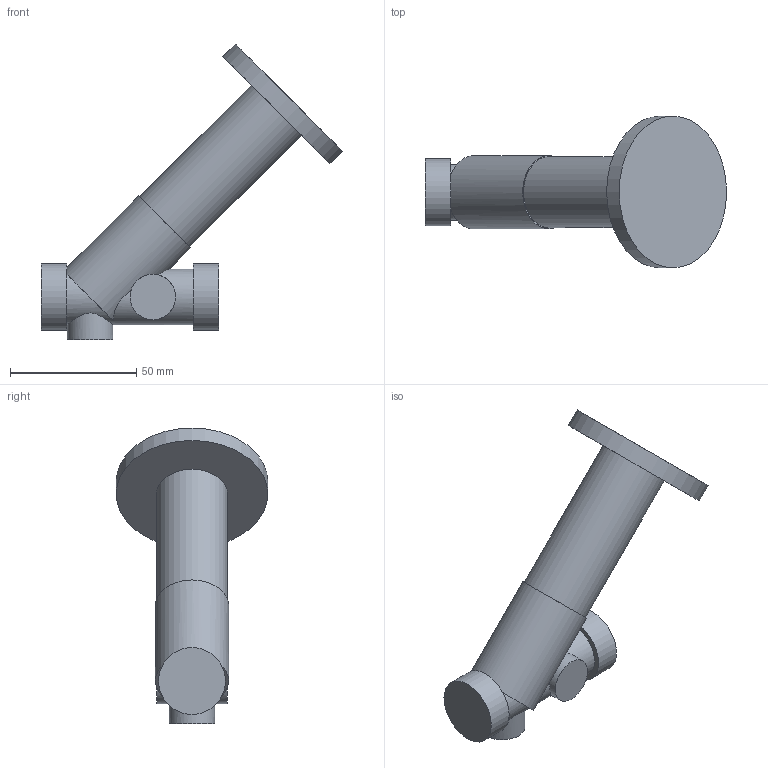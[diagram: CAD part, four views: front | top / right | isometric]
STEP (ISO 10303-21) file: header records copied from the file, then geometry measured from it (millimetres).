
FILE_DESCRIPTION(/* description */ ('STEP AP203'),/* implementation_level */ '2;1');
FILE_NAME(/* name */ '0730G015CH',/* time_stamp */ '2024-03-19T17:02:21+01:00',/* author */ ('License CC BY-ND 4.0'),/* organization */ ('CADENAS'),/* preprocessor_version */ 'ST-DEVELOPER v19.3',/* originating_system */ 'PARTsolutions',/* authorisation */ ' ');
FILE_SCHEMA (('CONFIG_CONTROL_DESIGN'));
Length unit declared in the file: millimetre
Products named in the file (1): 0730G015CH
Bounding box: 119 x 60 x 117 mm (x, y, z)
Volume: 112548.9 mm3; surface area: 21516.6 mm2
Topology: 1 solids, 1 shells, 21 faces, 43 edges, 29 vertices
Faces by surface type: plane 12, cylinder 9
Full cylindrical faces by diameter (mm): 18 x3, 22 x1, 26.441 x2, 28 x1, 29 x1, 60 x1
Entity records: 593 total; most frequent: CARTESIAN_POINT 180, DIRECTION 84, ORIENTED_EDGE 58, AXIS2_PLACEMENT_3D 41, EDGE_LOOP 35, FACE_BOUND 35, EDGE_CURVE 29, VERTEX_POINT 24
